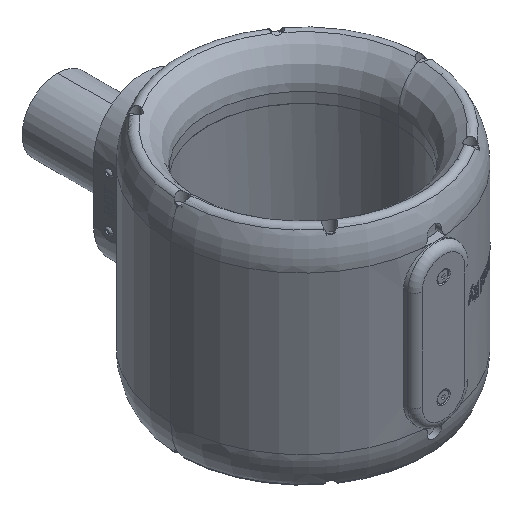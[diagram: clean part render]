
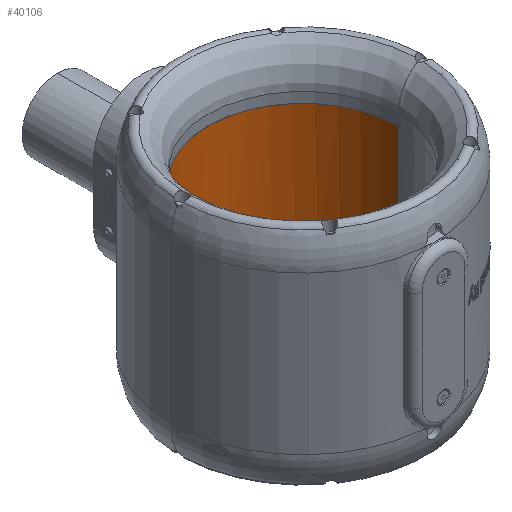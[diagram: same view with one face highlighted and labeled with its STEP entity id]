
A CAD part, isometric view. The second image highlights one B-rep face of the part: STEP entity #40106.
In plain terms, the highlighted cylindrical face has radius 67 mm (diameter 134 mm), a partial arc.
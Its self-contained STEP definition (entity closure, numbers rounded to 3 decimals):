
#3325 = VERTEX_POINT ( 'NONE', #16204 ) ;
#3732 = CARTESIAN_POINT ( 'NONE',  ( 87.039, 93.685, 94.456 ) ) ;
#4608 = ORIENTED_EDGE ( 'NONE', *, *, #19866, .F. ) ;
#5738 = CARTESIAN_POINT ( 'NONE',  ( 154.039, 93.685, 179.486 ) ) ;
#9481 = DIRECTION ( 'NONE',  ( 0.905, -0.426, 0. ) ) ;
#11838 = CARTESIAN_POINT ( 'NONE',  ( 87.039, 93.685, 179.486 ) ) ;
#15760 = VECTOR ( 'NONE', #64447, 1000. ) ;
#16204 = CARTESIAN_POINT ( 'NONE',  ( 26.415, 122.211, 94.456 ) ) ;
#19198 = FACE_OUTER_BOUND ( 'NONE', #57778, .T. ) ;
#19866 = EDGE_CURVE ( 'NONE', #60606, #50103, #71099, .T. ) ;
#21752 = ORIENTED_EDGE ( 'NONE', *, *, #33223, .T. ) ;
#22174 = VERTEX_POINT ( 'NONE', #5738 ) ;
#26669 = LINE ( 'NONE', #79266, #62928 ) ;
#27122 = DIRECTION ( 'NONE',  ( 0., 0., 1. ) ) ;
#32229 = AXIS2_PLACEMENT_3D ( 'NONE', #3732, #58404, #85369 ) ;
#32831 = CYLINDRICAL_SURFACE ( 'NONE', #81519, 67. ) ;
#33223 = EDGE_CURVE ( 'NONE', #22174, #50103, #68924, .T. ) ;
#33265 = DIRECTION ( 'NONE',  ( 1., 0., 0. ) ) ;
#33603 = EDGE_CURVE ( 'NONE', #3325, #67954, #39299, .T. ) ;
#35686 = CIRCLE ( 'NONE', #85116, 67. ) ;
#36407 = AXIS2_PLACEMENT_3D ( 'NONE', #11838, #64836, #39117 ) ;
#37454 = CARTESIAN_POINT ( 'NONE',  ( 20.039, 93.685, -182.204 ) ) ;
#39117 = DIRECTION ( 'NONE',  ( -1., 0., 0. ) ) ;
#39299 = CIRCLE ( 'NONE', #32229, 67. ) ;
#40106 = ADVANCED_FACE ( 'NONE', ( #19198 ), #32831, .F. ) ;
#41624 = CARTESIAN_POINT ( 'NONE',  ( 20.039, 93.685, 94.456 ) ) ;
#45467 = ORIENTED_EDGE ( 'NONE', *, *, #75158, .T. ) ;
#50103 = VERTEX_POINT ( 'NONE', #59550 ) ;
#50476 = EDGE_CURVE ( 'NONE', #67954, #22174, #26669, .T. ) ;
#53187 = CARTESIAN_POINT ( 'NONE',  ( 154.039, 93.685, 94.456 ) ) ;
#56227 = CARTESIAN_POINT ( 'NONE',  ( 87.039, 93.685, 94.456 ) ) ;
#57564 = ORIENTED_EDGE ( 'NONE', *, *, #50476, .T. ) ;
#57778 = EDGE_LOOP ( 'NONE', ( #4608, #45467, #62499, #57564, #21752 ) ) ;
#58404 = DIRECTION ( 'NONE',  ( 0., 0., -1. ) ) ;
#59550 = CARTESIAN_POINT ( 'NONE',  ( 20.039, 93.685, 179.486 ) ) ;
#60606 = VERTEX_POINT ( 'NONE', #41624 ) ;
#62499 = ORIENTED_EDGE ( 'NONE', *, *, #33603, .T. ) ;
#62928 = VECTOR ( 'NONE', #27122, 1000. ) ;
#64447 = DIRECTION ( 'NONE',  ( 0., 0., 1. ) ) ;
#64836 = DIRECTION ( 'NONE',  ( 0., 0., 1. ) ) ;
#65611 = CARTESIAN_POINT ( 'NONE',  ( 87.039, 93.685, -182.204 ) ) ;
#67954 = VERTEX_POINT ( 'NONE', #53187 ) ;
#68924 = CIRCLE ( 'NONE', #36407, 67. ) ;
#69546 = DIRECTION ( 'NONE',  ( 0., 0., -1. ) ) ;
#71099 = LINE ( 'NONE', #37454, #15760 ) ;
#72708 = DIRECTION ( 'NONE',  ( 0., 0., 1. ) ) ;
#75158 = EDGE_CURVE ( 'NONE', #60606, #3325, #35686, .T. ) ;
#79266 = CARTESIAN_POINT ( 'NONE',  ( 154.039, 93.685, -182.204 ) ) ;
#81519 = AXIS2_PLACEMENT_3D ( 'NONE', #65611, #72708, #33265 ) ;
#85116 = AXIS2_PLACEMENT_3D ( 'NONE', #56227, #69546, #9481 ) ;
#85369 = DIRECTION ( 'NONE',  ( 0.905, -0.426, 0. ) ) ;
